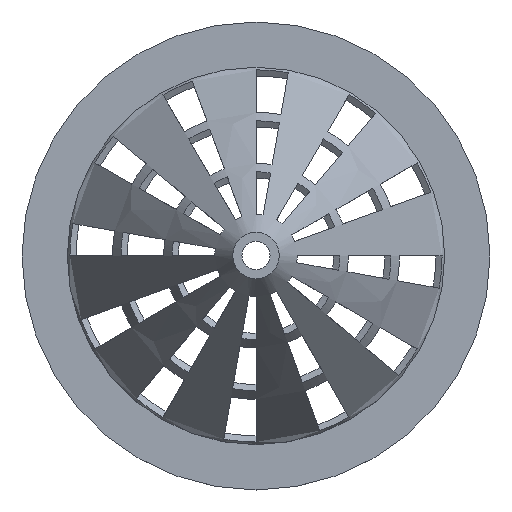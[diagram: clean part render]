
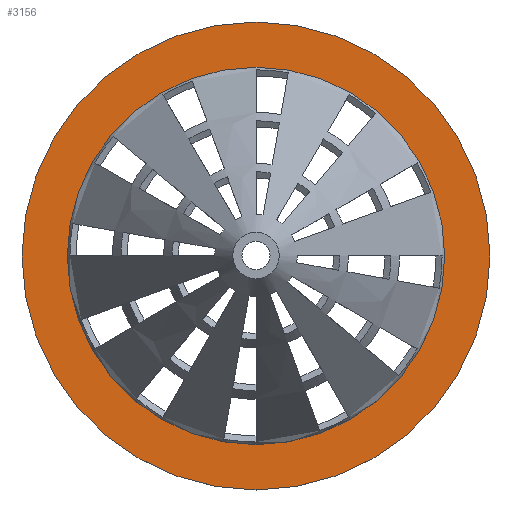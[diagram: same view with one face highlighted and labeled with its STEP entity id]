
A CAD part, top view. The second image highlights one B-rep face of the part: STEP entity #3156.
In plain terms, the highlighted planar face has unit normal (0, 0, 1).
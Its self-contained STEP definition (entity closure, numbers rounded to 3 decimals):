
#757=FACE_BOUND('',#1127,.T.);
#907=FACE_OUTER_BOUND('',#1126,.T.);
#1126=EDGE_LOOP('',(#2921));
#1127=EDGE_LOOP('',(#2922));
#1280=CIRCLE('',#3470,25.);
#1281=CIRCLE('',#3472,31.);
#1576=VERTEX_POINT('',#5272);
#1577=VERTEX_POINT('',#5276);
#2024=EDGE_CURVE('',#1576,#1576,#1280,.T.);
#2026=EDGE_CURVE('',#1577,#1577,#1281,.T.);
#2921=ORIENTED_EDGE('',*,*,#2026,.F.);
#2922=ORIENTED_EDGE('',*,*,#2024,.T.);
#3006=PLANE('',#3471);
#3156=ADVANCED_FACE('',(#907,#757),#3006,.T.);
#3470=AXIS2_PLACEMENT_3D('',#5273,#4368,#4369);
#3471=AXIS2_PLACEMENT_3D('',#5275,#4371,#4372);
#3472=AXIS2_PLACEMENT_3D('',#5277,#4373,#4374);
#4368=DIRECTION('center_axis',(0.,0.,-1.));
#4369=DIRECTION('ref_axis',(1.,0.,0.));
#4371=DIRECTION('center_axis',(0.,0.,1.));
#4372=DIRECTION('ref_axis',(1.,0.,0.));
#4373=DIRECTION('center_axis',(0.,0.,-1.));
#4374=DIRECTION('ref_axis',(1.,0.,0.));
#5272=CARTESIAN_POINT('',(25.,0.,0.));
#5273=CARTESIAN_POINT('Origin',(0.,0.,0.));
#5275=CARTESIAN_POINT('Origin',(-31.,0.,0.));
#5276=CARTESIAN_POINT('',(31.,0.,0.));
#5277=CARTESIAN_POINT('Origin',(0.,0.,0.));
